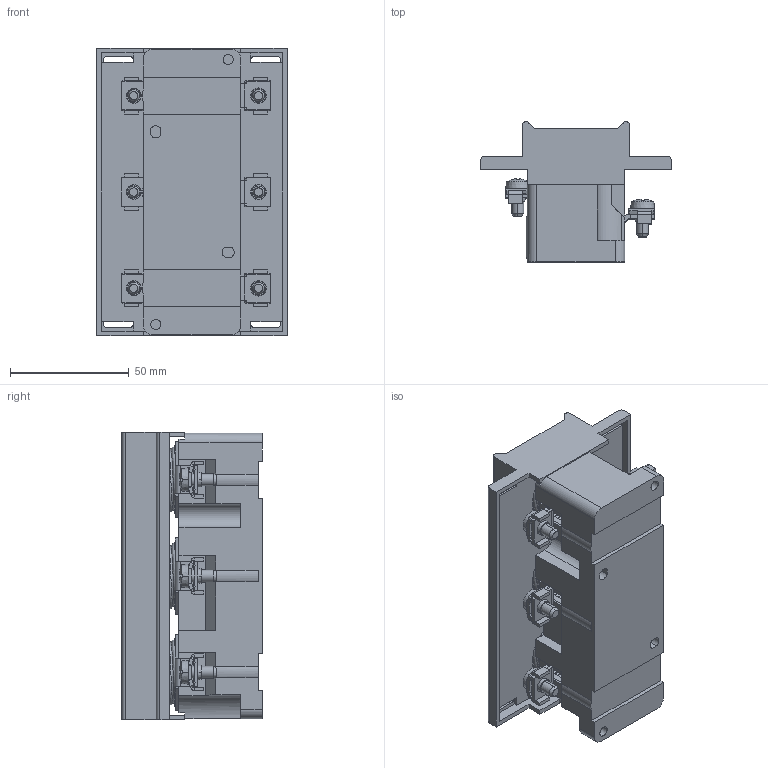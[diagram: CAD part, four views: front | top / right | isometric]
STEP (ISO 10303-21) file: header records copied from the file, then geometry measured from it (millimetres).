
FILE_DESCRIPTION((''),'2;1');
FILE_NAME('AAA_ASM','2021-11-08T',('marketing.praksa'),('Audax d.o.o.'),'CREO PARAMETRIC BY PTC INC, 2017480','CREO PARAMETRIC BY PTC INC, 2017480','');
FILE_SCHEMA(('AUTOMOTIVE_DESIGN { 1 0 10303 214 1 1 1 1 }'));
Products named in the file (9): PRT9562; PRT9564; PRT9565; PRT9566; PRT9567; PRT9568; PRT9569; PRT9570; AAA_ASM
Assembly tree (8 placements, depth 2):
  AAA_ASM
    PRT9562
    PRT9564
    PRT9565
    PRT9566
    PRT9567
    PRT9568
    PRT9569
    PRT9570
Bounding box: 80 x 59 x 121 mm (x, y, z)
Volume: 177144.1 mm3; surface area: 76082.4 mm2
Topology: 29 solids, 29 shells, 1106 faces, 3133 edges, 2085 vertices
Faces by surface type: plane 741, cylinder 233, cone 72, bspline 36, sphere 12, torus 12
Entity records: 79053 total; most frequent: CARTESIAN_POINT 32510, ORIENTED_EDGE 6242, DIRECTION 5663, PRESENTATION_STYLE_ASSIGNMENT 4256, STYLED_ITEM 4256, CURVE_STYLE 3121, EDGE_CURVE 3121, VERTEX_POINT 2085
